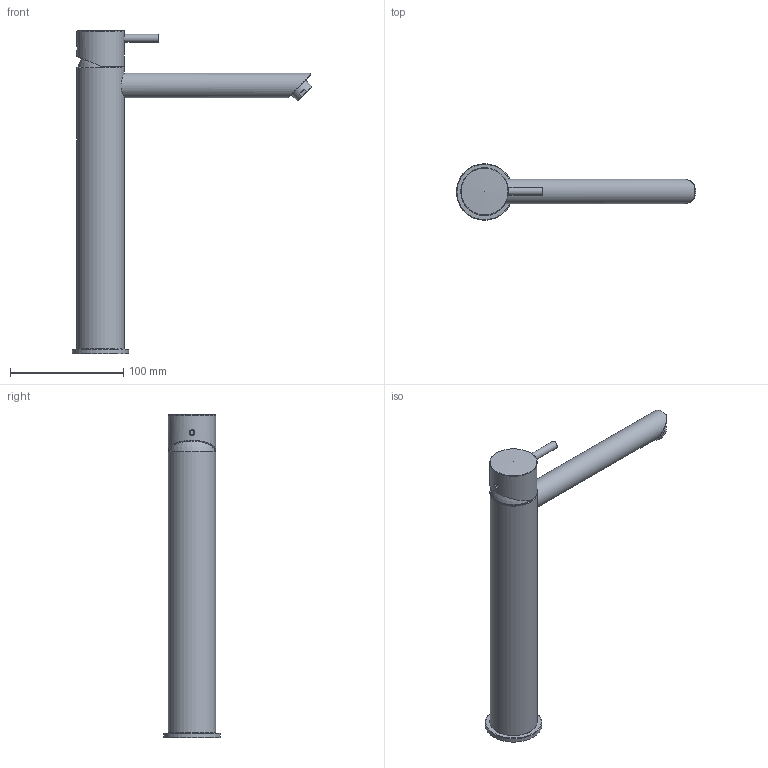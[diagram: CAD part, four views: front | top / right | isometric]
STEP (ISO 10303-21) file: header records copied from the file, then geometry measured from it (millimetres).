
FILE_DESCRIPTION(/* description */ ('Unknown'),/* implementation_level */ '2;1');
FILE_NAME(/* name */ 'CB003HS',/* time_stamp */ '2016-03-15T08:51:44+01:00',/* author */ ('Unknown'),/* organization */ ('Unknown'),/* preprocessor_version */ 'ST-DEVELOPER v16.7',/* originating_system */ 'DEX',/* authorisation */ $);
FILE_SCHEMA (('AUTOMOTIVE_DESIGN {1 0 10303 214 3 1 1}'));
Length unit declared in the file: millimetre
Products named in the file (1): CB003HS
Bounding box: 211.53 x 50 x 285.7 mm (x, y, z)
Surface area: 88314.6 mm2 (no closed solid volume)
Topology: 0 solids, 17 shells, 83 faces, 288 edges, 211 vertices
Faces by surface type: plane 30, cylinder 24, cone 14, torus 11, bspline 2, sphere 2
Full cylindrical faces by diameter (mm): 3.242 x2, 5 x1, 6 x1, 7 x1, 7.5 x1, 11 x1, 13.597 x1, 15 x1, 15.738 x1, 16 x1, 18 x1, 18.5 x1, 19 x1, 22 x1, 35 x1, 37 x1, 37.5 x1, 39 x1, 42 x2, 45 x1, 50 x1
Entity records: 6373 total; most frequent: CARTESIAN_POINT 3868, DIRECTION 451, ORIENTED_EDGE 298, EDGE_CURVE 214, AXIS2_PLACEMENT_3D 199, VERTEX_POINT 187, FACE_BOUND 152, EDGE_LOOP 151
